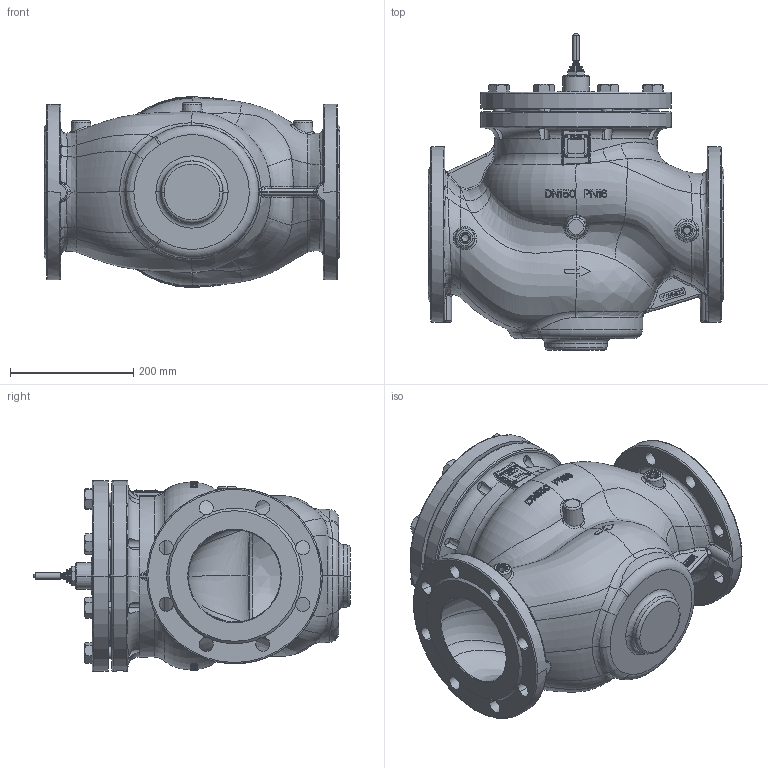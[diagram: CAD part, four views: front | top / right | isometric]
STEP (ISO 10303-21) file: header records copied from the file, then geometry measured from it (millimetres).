
FILE_DESCRIPTION((''),'2;1');
FILE_NAME('065B5504_VFG22_DN150_PN16_ASM_ASM','2018-02-16T',('U258099'),('Danfoss'),'CREO PARAMETRIC BY PTC INC, 2015480','CREO PARAMETRIC BY PTC INC, 2015480','');
FILE_SCHEMA(('CONFIG_CONTROL_DESIGN'));
Products named in the file (10): 88650040_VALVE_BODY_VFG_DN150_1; 88650740_VALVE_COVER_VFG_DN150_; 88652440_CONICAL_INS_DN150_200_; 88651440_CON_INS_SUB_DN150-200__ASM; 88652220_VFG_STEM_DN150_1; 5184037_1; LABEL_PLATE_37X37_1; 5589607_1; 065B5504_VFG22_DN150_PN16_ASM_1_ASM; 065B5504_VFG22_DN150_PN16_ASM_ASM
Assembly tree (19 placements, depth 4):
  065B5504_VFG22_DN150_PN16_ASM_ASM
    065B5504_VFG22_DN150_PN16_ASM_1_ASM
      88650040_VALVE_BODY_VFG_DN150_1
      88650740_VALVE_COVER_VFG_DN150_
      88651440_CON_INS_SUB_DN150-200__ASM
        88652440_CONICAL_INS_DN150_200_
      88652220_VFG_STEM_DN150_1
      5184037_1  x8
      LABEL_PLATE_37X37_1
      5589607_1  x4
Bounding box: 480 x 514 x 310 mm (x, y, z)
Surface area: 1556041.2 mm2 (no closed solid volume)
Topology: 0 solids, 18 shells, 2377 faces, 6608 edges, 4328 vertices
Faces by surface type: plane 1469, cylinder 288, bspline 254, cone 166, torus 128, extrusion 45, revolution 18, sphere 9
Entity records: 126372 total; most frequent: CARTESIAN_POINT 71769, ORIENTED_EDGE 12430, DIRECTION 9689, EDGE_CURVE 6218, VERTEX_POINT 4097, VECTOR 3391, LINE 3346, AXIS2_PLACEMENT_3D 3140
